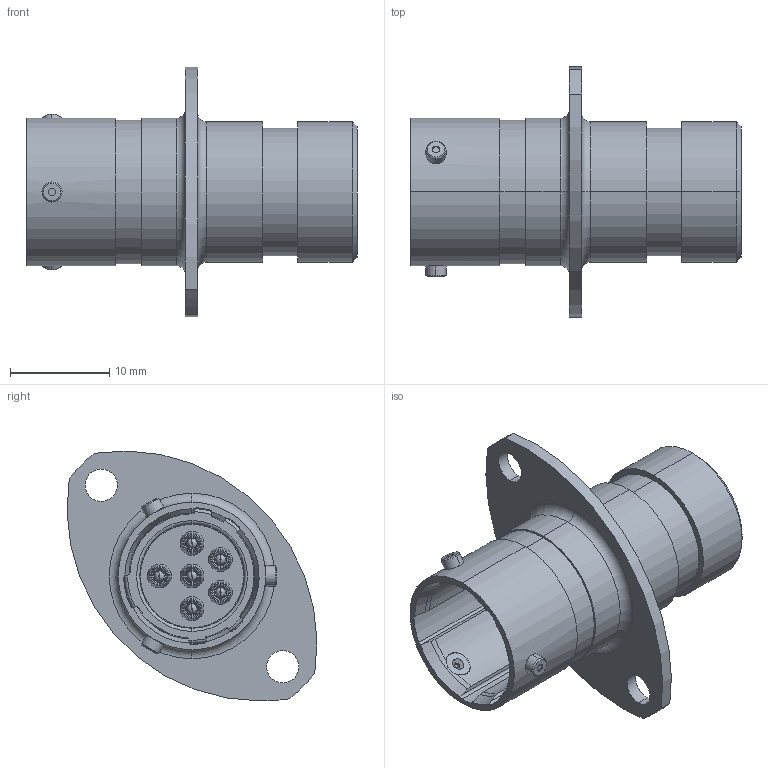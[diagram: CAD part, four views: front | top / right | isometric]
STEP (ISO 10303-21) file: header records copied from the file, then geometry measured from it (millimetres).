
FILE_DESCRIPTION (( 'STEP AP214' ), '1' );
FILE_NAME ('AS010-98PA.STEP', '2013-05-15T14:26:43', ( 'TE Connectivity' ), ( 'TE Connectivity' ), 'SwSTEP 2.0', 'SolidWorks 2011', '' );
FILE_SCHEMA (( 'AUTOMOTIVE_DESIGN' ));
Length unit declared in the file: inch
Products named in the file (1): AS010-98PA
Bounding box: 33.31 x 25.2 x 25.21 mm (x, y, z)
Volume: 3506.6 mm3; surface area: 5938.7 mm2
Topology: 15 solids, 15 shells, 600 faces, 1274 edges, 737 vertices
Faces by surface type: cylinder 196, torus 192, cone 110, plane 86, sphere 16
Entity records: 24474 total; most frequent: DIRECTION 3297, CARTESIAN_POINT 2975, ORIENTED_EDGE 2520, AXIS2_PLACEMENT_3D 1488, EDGE_CURVE 1260, CIRCLE 887, VERTEX_POINT 733, EDGE_LOOP 683
